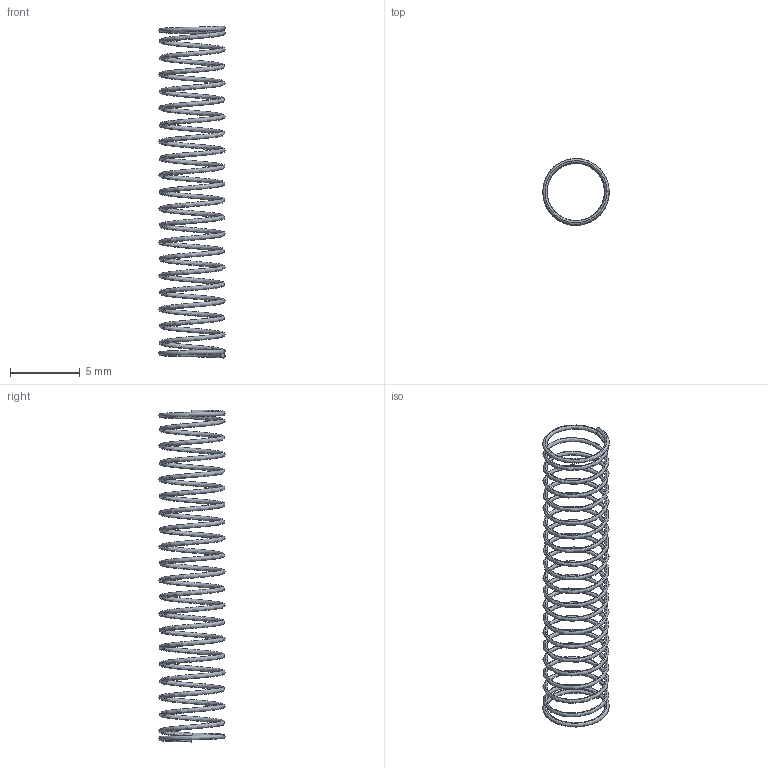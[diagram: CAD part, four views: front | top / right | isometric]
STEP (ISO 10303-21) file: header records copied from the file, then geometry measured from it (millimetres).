
FILE_DESCRIPTION (( 'STEP AP203' ), '1' );
FILE_NAME ('9657K810_STEEL COMPRESSION SPRING.step', '2019-10-07T21:23:43', ( '' ), ( '' ), 'SwSTEP 2.0', 'SolidWorks 2017', '' );
FILE_SCHEMA (( 'CONFIG_CONTROL_DESIGN' ));
Length unit declared in the file: inch
Products named in the file (1): 9657K810_STEEL COMPRESSION SPRING
Bounding box: 4.75 x 4.75 x 23.8 mm (x, y, z)
Volume: 21.5 mm3; surface area: 282 mm2
Topology: 1 solids, 1 shells, 8 faces, 14 edges, 8 vertices
Faces by surface type: bspline 6, plane 2
Entity records: 5355 total; most frequent: CARTESIAN_POINT 5173, ORIENTED_EDGE 28, EDGE_CURVE 14, DIRECTION 10, VERTEX_POINT 8, ADVANCED_FACE 8, PERSON_AND_ORGANIZATION 8, EDGE_LOOP 8
